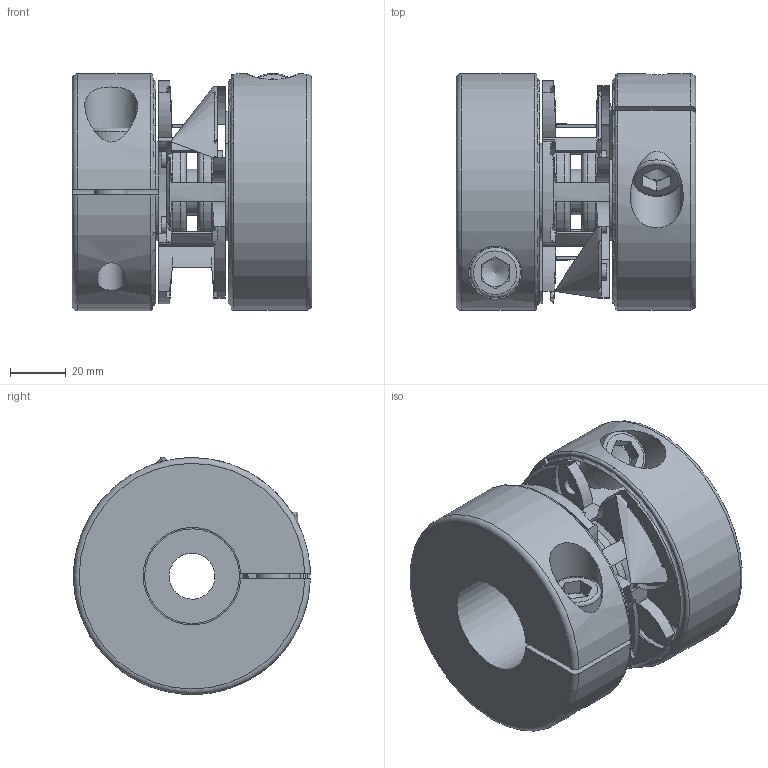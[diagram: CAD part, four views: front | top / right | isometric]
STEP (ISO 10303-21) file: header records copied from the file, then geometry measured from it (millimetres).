
FILE_DESCRIPTION( ( 'Unknown' ), '1' );
FILE_NAME( 'EKM 400.stp', 'Unknown', ( 'Unknown' ), ( 'Unknown' ), 'PSStep 10.1', 'Unknown', ' ' );
FILE_SCHEMA( ( 'AUTOMOTIVE_DESIGN { 1 0 10303 214 1 1 1 1 }' ) );
Length unit declared in the file: millimetre
Products named in the file (1): 27513379-oa0
Bounding box: 86 x 84.99 x 85.13 mm (x, y, z)
Volume: 288828.7 mm3; surface area: 63590.7 mm2
Topology: 1 solids, 1 shells, 240 faces, 670 edges, 435 vertices
Faces by surface type: cylinder 98, cone 70, plane 62, torus 10
Full cylindrical faces by diameter (mm): 6 x8, 10.2 x2, 12 x2, 12.5 x2, 13 x2, 16.5 x1, 18 x2, 19 x2, 38 x2
Entity records: 10072 total; most frequent: CARTESIAN_POINT 2447, ORIENTED_EDGE 1220, DIRECTION 1170, EDGE_CURVE 610, AXIS2_PLACEMENT_3D 503, VERTEX_POINT 412, EDGE_LOOP 296, CIRCLE 270
